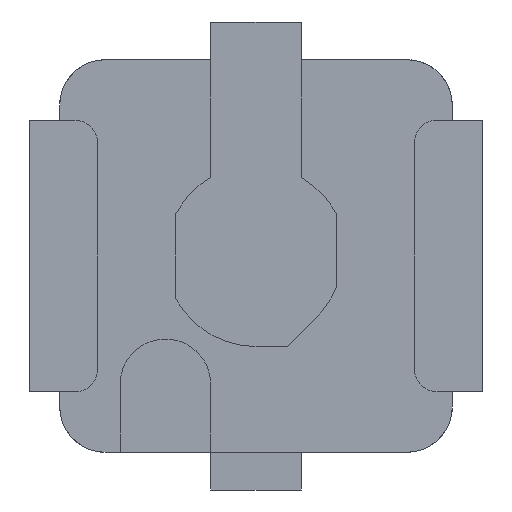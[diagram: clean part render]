
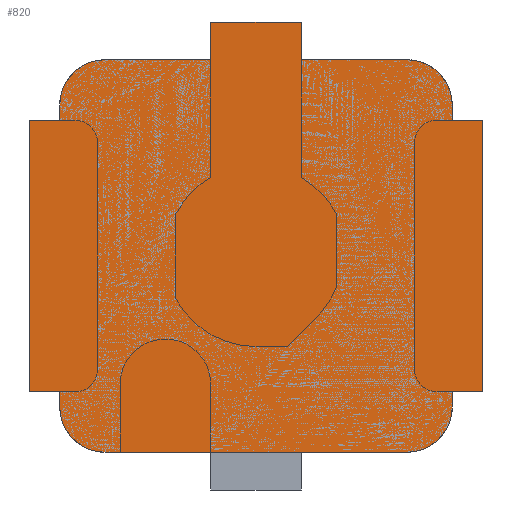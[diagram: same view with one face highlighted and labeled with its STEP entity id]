
A CAD part, front view. The second image highlights one B-rep face of the part: STEP entity #820.
In plain terms, the highlighted planar face has unit normal (0, -1, 0).
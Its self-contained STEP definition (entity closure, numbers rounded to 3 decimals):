
#598=CARTESIAN_POINT('',(-0.3,0.,1.3));
#599=VERTEX_POINT('',#598);
#606=CARTESIAN_POINT('',(-0.3,0.,1.55));
#607=VERTEX_POINT('',#606);
#608=CARTESIAN_POINT('',(-0.3,0.,1.3));
#609=DIRECTION('',(0.,-0.,1.));
#610=VECTOR('',#609,0.25);
#611=LINE('',#608,#610);
#612=EDGE_CURVE('NONE',#599,#607,#611,.T.);
#629=CARTESIAN_POINT('',(0.3,0.,1.55));
#630=VERTEX_POINT('',#629);
#631=CARTESIAN_POINT('',(-0.3,0.,1.55));
#632=DIRECTION('',(1.,-0.,-0.));
#633=VECTOR('',#632,0.6);
#634=LINE('',#631,#633);
#635=EDGE_CURVE('NONE',#607,#630,#634,.T.);
#653=CARTESIAN_POINT('',(0.3,0.,1.3));
#654=VERTEX_POINT('',#653);
#663=CARTESIAN_POINT('',(0.3,0.,1.55));
#664=DIRECTION('',(-0.,-0.,-1.));
#665=VECTOR('',#664,0.25);
#666=LINE('',#663,#665);
#667=EDGE_CURVE('NONE',#630,#654,#666,.T.);
#672=CARTESIAN_POINT('',(0.,0.,0.));
#673=DIRECTION('',(0.,1.,0.));
#674=DIRECTION('',(0.,0.,1.));
#675=AXIS2_PLACEMENT_3D('',#672,#673,#674);
#676=PLANE('',#675);
#677=CARTESIAN_POINT('',(-1.3,0.,-0.9));
#678=VERTEX_POINT('',#677);
#679=CARTESIAN_POINT('',(-1.5,0.,-0.9));
#680=VERTEX_POINT('',#679);
#681=CARTESIAN_POINT('',(-1.3,0.,-0.9));
#682=DIRECTION('',(-1.,-0.,0.));
#683=VECTOR('',#682,0.2);
#684=LINE('',#681,#683);
#685=EDGE_CURVE('NONE',#678,#680,#684,.T.);
#686=ORIENTED_EDGE('',*,*,#685,.F.);
#687=CARTESIAN_POINT('',(-1.3,0.,-1.));
#688=VERTEX_POINT('',#687);
#689=CARTESIAN_POINT('',(-1.3,0.,-1.));
#690=DIRECTION('',(0.,-0.,1.));
#691=VECTOR('',#690,0.1);
#692=LINE('',#689,#691);
#693=EDGE_CURVE('NONE',#688,#678,#692,.T.);
#694=ORIENTED_EDGE('',*,*,#693,.F.);
#695=CARTESIAN_POINT('',(-1.,0.,-1.3));
#696=VERTEX_POINT('',#695);
#697=CARTESIAN_POINT('',(-1.,0.,-1.));
#698=DIRECTION('',(-0.,1.,-0.));
#699=DIRECTION('',(0.,0.,-1.));
#700=AXIS2_PLACEMENT_3D('',#697,#698,#699);
#701=CIRCLE('',#700,0.3);
#702=EDGE_CURVE('NONE',#696,#688,#701,.T.);
#703=ORIENTED_EDGE('',*,*,#702,.F.);
#704=CARTESIAN_POINT('',(1.,0.,-1.3));
#705=VERTEX_POINT('',#704);
#706=CARTESIAN_POINT('',(1.,0.,-1.3));
#707=DIRECTION('',(-1.,-0.,0.));
#708=VECTOR('',#707,2.);
#709=LINE('',#706,#708);
#710=EDGE_CURVE('NONE',#705,#696,#709,.T.);
#711=ORIENTED_EDGE('',*,*,#710,.F.);
#712=CARTESIAN_POINT('',(1.3,0.,-1.));
#713=VERTEX_POINT('',#712);
#714=CARTESIAN_POINT('',(1.,0.,-1.));
#715=DIRECTION('',(-0.,1.,-0.));
#716=DIRECTION('',(0.,0.,-1.));
#717=AXIS2_PLACEMENT_3D('',#714,#715,#716);
#718=CIRCLE('',#717,0.3);
#719=EDGE_CURVE('NONE',#713,#705,#718,.T.);
#720=ORIENTED_EDGE('',*,*,#719,.F.);
#721=CARTESIAN_POINT('',(1.3,0.,-0.9));
#722=VERTEX_POINT('',#721);
#723=CARTESIAN_POINT('',(1.3,0.,-0.9));
#724=DIRECTION('',(0.,-0.,-1.));
#725=VECTOR('',#724,0.1);
#726=LINE('',#723,#725);
#727=EDGE_CURVE('NONE',#722,#713,#726,.T.);
#728=ORIENTED_EDGE('',*,*,#727,.F.);
#729=CARTESIAN_POINT('',(1.5,0.,-0.9));
#730=VERTEX_POINT('',#729);
#731=CARTESIAN_POINT('',(1.3,0.,-0.9));
#732=DIRECTION('',(1.,0.,-0.));
#733=VECTOR('',#732,0.2);
#734=LINE('',#731,#733);
#735=EDGE_CURVE('NONE',#722,#730,#734,.T.);
#736=ORIENTED_EDGE('',*,*,#735,.T.);
#737=CARTESIAN_POINT('',(1.5,0.,0.9));
#738=VERTEX_POINT('',#737);
#739=CARTESIAN_POINT('',(1.5,0.,0.9));
#740=DIRECTION('',(-0.,-0.,-1.));
#741=VECTOR('',#740,1.8);
#742=LINE('',#739,#741);
#743=EDGE_CURVE('NONE',#738,#730,#742,.T.);
#744=ORIENTED_EDGE('',*,*,#743,.F.);
#745=CARTESIAN_POINT('',(1.3,0.,0.9));
#746=VERTEX_POINT('',#745);
#747=CARTESIAN_POINT('',(1.3,0.,0.9));
#748=DIRECTION('',(1.,-0.,-0.));
#749=VECTOR('',#748,0.2);
#750=LINE('',#747,#749);
#751=EDGE_CURVE('NONE',#746,#738,#750,.T.);
#752=ORIENTED_EDGE('',*,*,#751,.F.);
#753=CARTESIAN_POINT('',(1.3,0.,1.));
#754=VERTEX_POINT('',#753);
#755=CARTESIAN_POINT('',(1.3,0.,1.));
#756=DIRECTION('',(0.,-0.,-1.));
#757=VECTOR('',#756,0.1);
#758=LINE('',#755,#757);
#759=EDGE_CURVE('NONE',#754,#746,#758,.T.);
#760=ORIENTED_EDGE('',*,*,#759,.F.);
#761=CARTESIAN_POINT('',(1.,0.,1.3));
#762=VERTEX_POINT('',#761);
#763=CARTESIAN_POINT('',(1.,0.,1.));
#764=DIRECTION('',(-0.,1.,-0.));
#765=DIRECTION('',(0.,0.,-1.));
#766=AXIS2_PLACEMENT_3D('',#763,#764,#765);
#767=CIRCLE('',#766,0.3);
#768=EDGE_CURVE('NONE',#762,#754,#767,.T.);
#769=ORIENTED_EDGE('',*,*,#768,.F.);
#770=CARTESIAN_POINT('',(0.3,0.,1.3));
#771=DIRECTION('',(1.,-0.,-0.));
#772=VECTOR('',#771,0.7);
#773=LINE('',#770,#772);
#774=EDGE_CURVE('NONE',#654,#762,#773,.T.);
#775=ORIENTED_EDGE('',*,*,#774,.F.);
#776=ORIENTED_EDGE('',*,*,#667,.F.);
#777=ORIENTED_EDGE('',*,*,#635,.F.);
#778=ORIENTED_EDGE('',*,*,#612,.F.);
#779=CARTESIAN_POINT('',(-1.,0.,1.3));
#780=VERTEX_POINT('',#779);
#781=CARTESIAN_POINT('',(-1.,0.,1.3));
#782=DIRECTION('',(1.,-0.,-0.));
#783=VECTOR('',#782,0.7);
#784=LINE('',#781,#783);
#785=EDGE_CURVE('NONE',#780,#599,#784,.T.);
#786=ORIENTED_EDGE('',*,*,#785,.F.);
#787=CARTESIAN_POINT('',(-1.3,0.,1.));
#788=VERTEX_POINT('',#787);
#789=CARTESIAN_POINT('',(-1.,0.,1.));
#790=DIRECTION('',(-0.,1.,-0.));
#791=DIRECTION('',(0.,0.,-1.));
#792=AXIS2_PLACEMENT_3D('',#789,#790,#791);
#793=CIRCLE('',#792,0.3);
#794=EDGE_CURVE('NONE',#788,#780,#793,.T.);
#795=ORIENTED_EDGE('',*,*,#794,.F.);
#796=CARTESIAN_POINT('',(-1.3,0.,0.9));
#797=VERTEX_POINT('',#796);
#798=CARTESIAN_POINT('',(-1.3,0.,0.9));
#799=DIRECTION('',(0.,-0.,1.));
#800=VECTOR('',#799,0.1);
#801=LINE('',#798,#800);
#802=EDGE_CURVE('NONE',#797,#788,#801,.T.);
#803=ORIENTED_EDGE('',*,*,#802,.F.);
#804=CARTESIAN_POINT('',(-1.5,0.,0.9));
#805=VERTEX_POINT('',#804);
#806=CARTESIAN_POINT('',(-1.3,0.,0.9));
#807=DIRECTION('',(-1.,-0.,0.));
#808=VECTOR('',#807,0.2);
#809=LINE('',#806,#808);
#810=EDGE_CURVE('NONE',#797,#805,#809,.T.);
#811=ORIENTED_EDGE('',*,*,#810,.T.);
#812=CARTESIAN_POINT('',(-1.5,0.,0.9));
#813=DIRECTION('',(-0.,-0.,-1.));
#814=VECTOR('',#813,1.8);
#815=LINE('',#812,#814);
#816=EDGE_CURVE('NONE',#805,#680,#815,.T.);
#817=ORIENTED_EDGE('',*,*,#816,.T.);
#818=EDGE_LOOP('',(#686,#694,#703,#711,#720,#728,#736,#744,#752,#760,#769,#775,#776,#777,#778,#786,#795,#803,#811,#817));
#819=FACE_BOUND('',#818,.T.);
#820=ADVANCED_FACE('NONE',(#819),#676,.F.);
